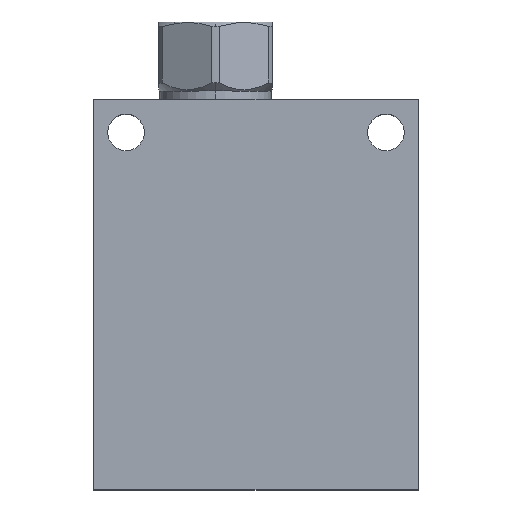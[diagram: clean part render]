
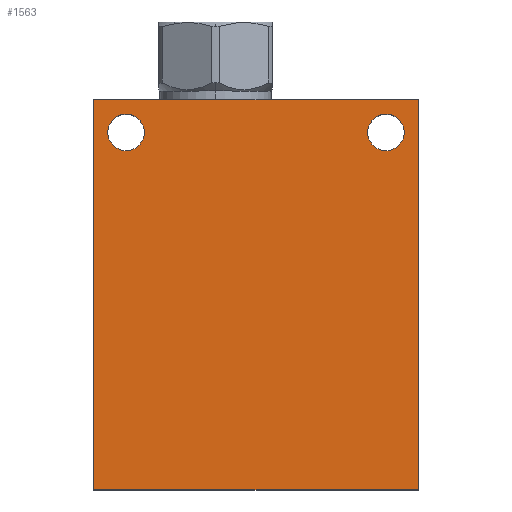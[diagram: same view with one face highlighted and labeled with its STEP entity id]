
A CAD part, top view. The second image highlights one B-rep face of the part: STEP entity #1563.
In plain terms, the highlighted planar face has unit normal (0, 0, 1).
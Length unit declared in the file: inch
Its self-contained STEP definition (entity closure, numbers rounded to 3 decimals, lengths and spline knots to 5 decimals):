
#93=DIRECTION('',(0.,-1.,0.));
#94=VECTOR('',#93,3.);
#95=CARTESIAN_POINT('',(0.,0.,1.25));
#96=LINE('',#95,#94);
#97=DIRECTION('',(-1.,0.,0.));
#98=VECTOR('',#97,2.5);
#99=CARTESIAN_POINT('',(2.5,0.,1.25));
#100=LINE('',#99,#98);
#101=DIRECTION('',(0.,1.,0.));
#102=VECTOR('',#101,3.);
#103=CARTESIAN_POINT('',(2.5,-3.,1.25));
#104=LINE('',#103,#102);
#105=DIRECTION('',(1.,0.,0.));
#106=VECTOR('',#105,2.5);
#107=CARTESIAN_POINT('',(0.,-3.,1.25));
#108=LINE('',#107,#106);
#109=CARTESIAN_POINT('',(0.25,-0.25,1.25));
#110=DIRECTION('',(0.,0.,-1.));
#111=DIRECTION('',(-1.,0.,0.));
#112=AXIS2_PLACEMENT_3D('',#109,#110,#111);
#114=CARTESIAN_POINT('',(0.25,-0.25,1.25));
#115=DIRECTION('',(0.,0.,-1.));
#116=DIRECTION('',(1.,0.,0.));
#117=AXIS2_PLACEMENT_3D('',#114,#115,#116);
#119=CARTESIAN_POINT('',(2.25,-0.25,1.25));
#120=DIRECTION('',(0.,0.,-1.));
#121=DIRECTION('',(-1.,0.,0.));
#122=AXIS2_PLACEMENT_3D('',#119,#120,#121);
#124=CARTESIAN_POINT('',(2.25,-0.25,1.25));
#125=DIRECTION('',(0.,0.,-1.));
#126=DIRECTION('',(1.,0.,0.));
#127=AXIS2_PLACEMENT_3D('',#124,#125,#126);
#1271=CARTESIAN_POINT('',(0.,0.,1.25));
#1272=CARTESIAN_POINT('',(0.,-3.,1.25));
#1273=VERTEX_POINT('',#1271);
#1274=VERTEX_POINT('',#1272);
#1275=CARTESIAN_POINT('',(2.5,-3.,1.25));
#1276=VERTEX_POINT('',#1275);
#1277=CARTESIAN_POINT('',(2.5,0.,1.25));
#1278=VERTEX_POINT('',#1277);
#1283=CARTESIAN_POINT('',(0.1095,-0.25,1.25));
#1284=CARTESIAN_POINT('',(0.3905,-0.25,1.25));
#1285=VERTEX_POINT('',#1283);
#1286=VERTEX_POINT('',#1284);
#1291=CARTESIAN_POINT('',(2.1095,-0.25,1.25));
#1292=CARTESIAN_POINT('',(2.3905,-0.25,1.25));
#1293=VERTEX_POINT('',#1291);
#1294=VERTEX_POINT('',#1292);
#1540=CARTESIAN_POINT('',(0.,0.,1.25));
#1541=DIRECTION('',(0.,0.,1.));
#1542=DIRECTION('',(1.,0.,0.));
#1543=AXIS2_PLACEMENT_3D('',#1540,#1541,#1542);
#1544=PLANE('',#1543);
#1545=ORIENTED_EDGE('',*,*,#1468,.F.);
#1546=ORIENTED_EDGE('',*,*,#1489,.F.);
#1547=ORIENTED_EDGE('',*,*,#1509,.F.);
#1548=ORIENTED_EDGE('',*,*,#1528,.F.);
#1549=EDGE_LOOP('',(#1545,#1546,#1547,#1548));
#1550=FACE_OUTER_BOUND('',#1549,.F.);
#1552=ORIENTED_EDGE('',*,*,#1551,.F.);
#1554=ORIENTED_EDGE('',*,*,#1553,.F.);
#1555=EDGE_LOOP('',(#1552,#1554));
#1556=FACE_BOUND('',#1555,.F.);
#1558=ORIENTED_EDGE('',*,*,#1557,.F.);
#1560=ORIENTED_EDGE('',*,*,#1559,.F.);
#1561=EDGE_LOOP('',(#1558,#1560));
#1562=FACE_BOUND('',#1561,.F.);
#1563=ADVANCED_FACE('',(#1550,#1556,#1562),#1544,.T.);
#113=CIRCLE('',#112,0.1405);
#118=CIRCLE('',#117,0.1405);
#123=CIRCLE('',#122,0.1405);
#128=CIRCLE('',#127,0.1405);
#1468=EDGE_CURVE('',#1273,#1274,#96,.T.);
#1489=EDGE_CURVE('',#1278,#1273,#100,.T.);
#1509=EDGE_CURVE('',#1276,#1278,#104,.T.);
#1528=EDGE_CURVE('',#1274,#1276,#108,.T.);
#1551=EDGE_CURVE('',#1285,#1286,#113,.T.);
#1553=EDGE_CURVE('',#1286,#1285,#118,.T.);
#1557=EDGE_CURVE('',#1293,#1294,#123,.T.);
#1559=EDGE_CURVE('',#1294,#1293,#128,.T.);
